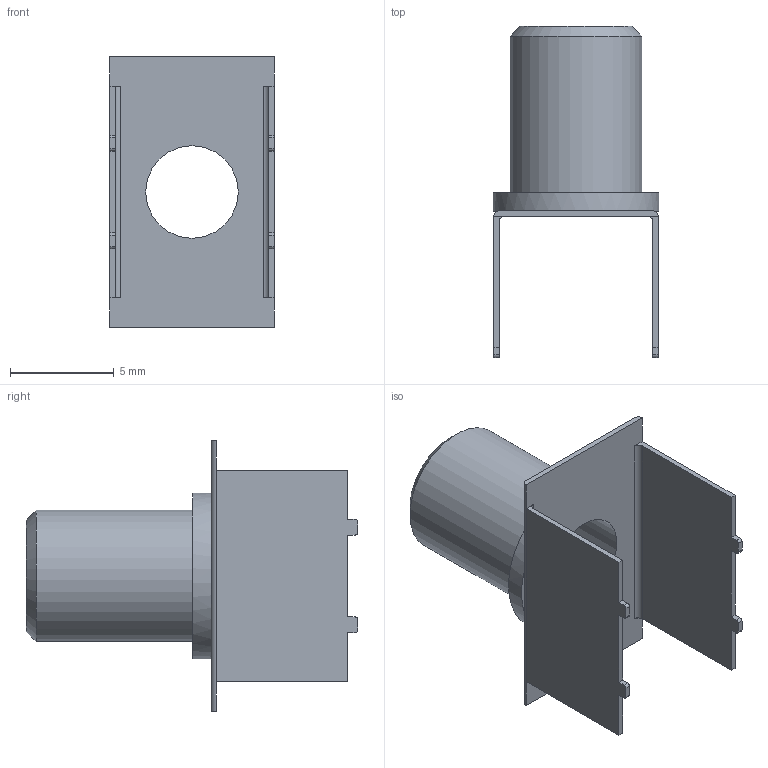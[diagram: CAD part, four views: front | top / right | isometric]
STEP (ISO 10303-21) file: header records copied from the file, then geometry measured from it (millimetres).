
FILE_DESCRIPTION(/* description */ ('Bushing Mount Miniature Toggles - Bushing - Series M - Miniature Toggles'),/* implementation_level */ '2;1');
FILE_NAME(/* name */ 'M201S1M201_bushing.ipt.step',/* time_stamp */ '2014-01-01T17:26:00-08:00',/* author */ ('Cadenas PARTsolutions'),/* organization */ (''),/* preprocessor_version */ 'ST-DEVELOPER v15.2',/* originating_system */ 'Autodesk Inventor 2014',/* authorisation */ '');
FILE_SCHEMA (('CONFIG_CONTROL_DESIGN','AUTOMOTIVE_DESIGN { 1 0 10303 214 3 1 1 }'));
Length unit declared in the file: inch
Products named in the file (1): M201S1M201_bushing
Bounding box: 7.98 x 15.94 x 13 mm (x, y, z)
Volume: 207.9 mm3; surface area: 767.3 mm2
Topology: 1 solids, 1 shells, 54 faces, 148 edges, 96 vertices
Faces by surface type: plane 38, cylinder 15, cone 1
Full cylindrical faces by diameter (mm): 4.445 x1
Entity records: 1723 total; most frequent: CARTESIAN_POINT 302, ORIENTED_EDGE 294, DIRECTION 290, EDGE_CURVE 147, LINE 110, VECTOR 110, VERTEX_POINT 96, AXIS2_PLACEMENT_3D 90
